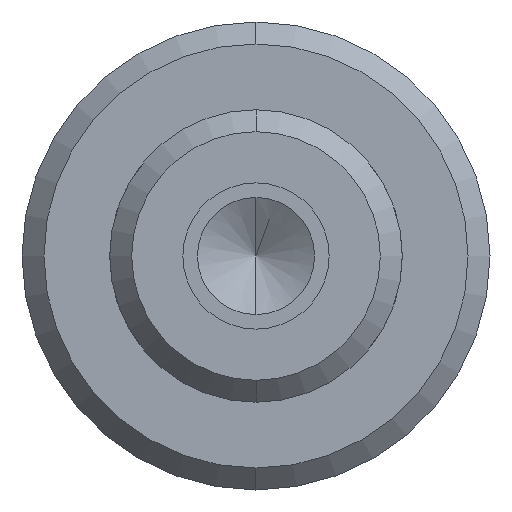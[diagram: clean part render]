
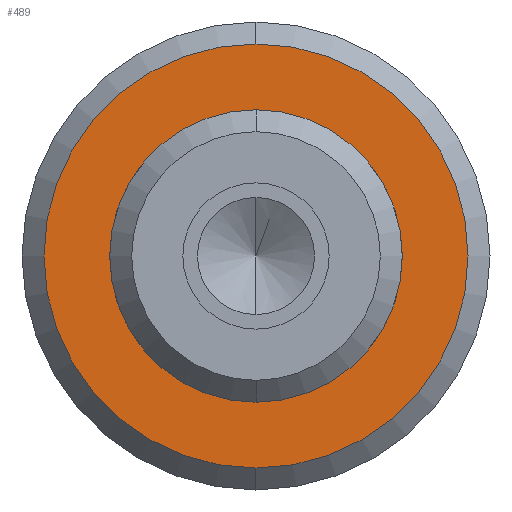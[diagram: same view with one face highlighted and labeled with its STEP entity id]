
A CAD part, left-side view. The second image highlights one B-rep face of the part: STEP entity #489.
In plain terms, the highlighted planar face has unit normal (-1, 0, 0).
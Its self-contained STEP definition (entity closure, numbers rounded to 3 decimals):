
#132=CARTESIAN_POINT('',(40.0,0.,10.));
#133=VERTEX_POINT('',#132);
#142=CARTESIAN_POINT('',(40.0,0.,-10.));
#143=VERTEX_POINT('',#142);
#144=CARTESIAN_POINT('',(40.0,0.,0.));
#145=DIRECTION('',(-1.0,0.0,0.0));
#146=DIRECTION('',(0.0,0.0,1.0));
#147=AXIS2_PLACEMENT_3D('',#144,#145,#146);
#148=CIRCLE('',#147,10.);
#149=EDGE_CURVE('',#133,#143,#148,.T.);
#437=CARTESIAN_POINT('',(40.0,0.,14.5));
#438=VERTEX_POINT('',#437);
#445=CARTESIAN_POINT('',(40.0,0.,-14.5));
#446=VERTEX_POINT('',#445);
#447=CARTESIAN_POINT('',(40.0,0.,0.));
#448=DIRECTION('',(1.0,0.0,0.0));
#449=DIRECTION('',(0.0,0.0,1.0));
#450=AXIS2_PLACEMENT_3D('',#447,#448,#449);
#451=CIRCLE('',#450,14.5);
#452=EDGE_CURVE('',#438,#446,#451,.T.);
#464=CARTESIAN_POINT('',(40.0,0.,7.25));
#465=DIRECTION('',(-1.0,0.0,0.0));
#466=DIRECTION('',(0.0,-1.0,0.0));
#467=AXIS2_PLACEMENT_3D('',#464,#465,#466);
#468=PLANE('',#467);
#469=ORIENTED_EDGE('',*,*,#452,.F.);
#470=CARTESIAN_POINT('',(40.0,0.,0.));
#471=DIRECTION('',(1.0,0.0,0.0));
#472=DIRECTION('',(0.0,0.0,1.0));
#473=AXIS2_PLACEMENT_3D('',#470,#471,#472);
#474=CIRCLE('',#473,14.5);
#475=EDGE_CURVE('',#446,#438,#474,.T.);
#476=ORIENTED_EDGE('',*,*,#475,.F.);
#477=EDGE_LOOP('',(#469,#476));
#478=FACE_OUTER_BOUND('',#477,.T.);
#479=ORIENTED_EDGE('',*,*,#149,.F.);
#480=CARTESIAN_POINT('',(40.0,0.,0.));
#481=DIRECTION('',(-1.0,0.0,0.0));
#482=DIRECTION('',(0.0,0.0,1.0));
#483=AXIS2_PLACEMENT_3D('',#480,#481,#482);
#484=CIRCLE('',#483,10.);
#485=EDGE_CURVE('',#143,#133,#484,.T.);
#486=ORIENTED_EDGE('',*,*,#485,.F.);
#487=EDGE_LOOP('',(#479,#486));
#488=FACE_BOUND('',#487,.T.);
#489=ADVANCED_FACE('',(#478,#488),#468,.T.);
